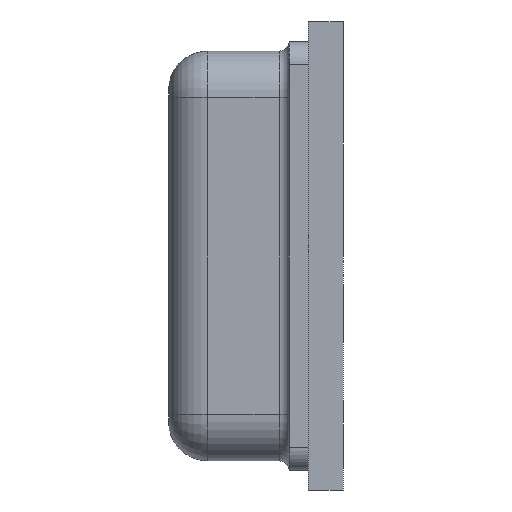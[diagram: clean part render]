
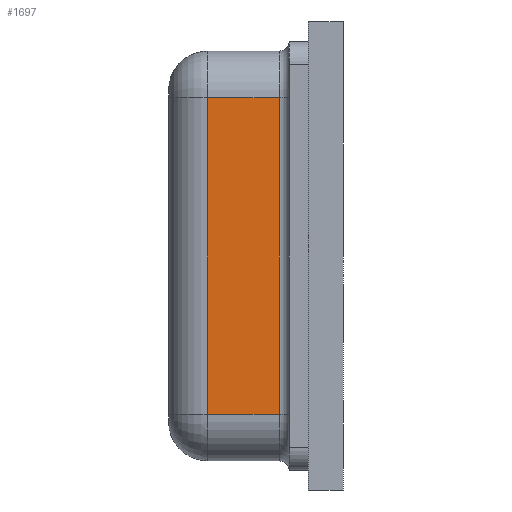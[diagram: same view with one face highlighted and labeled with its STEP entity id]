
A CAD part, left-side view. The second image highlights one B-rep face of the part: STEP entity #1697.
In plain terms, the highlighted planar face has unit normal (-1, 0, 0).
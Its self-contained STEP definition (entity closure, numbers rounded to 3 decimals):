
#23 = LINE ( 'NONE', #3779, #1191 ) ;
#24 = VERTEX_POINT ( 'NONE', #1704 ) ;
#132 = ORIENTED_EDGE ( 'NONE', *, *, #686, .T. ) ;
#307 = DIRECTION ( 'NONE',  ( 0., -1., 0. ) ) ;
#332 = VECTOR ( 'NONE', #307, 1000. ) ;
#355 = ORIENTED_EDGE ( 'NONE', *, *, #1283, .F. ) ;
#446 = DIRECTION ( 'NONE',  ( 0., 0., -1. ) ) ;
#513 = EDGE_CURVE ( 'NONE', #3175, #3115, #23, .T. ) ;
#540 = CARTESIAN_POINT ( 'NONE',  ( -1.35, 0.33, 0.815 ) ) ;
#566 = EDGE_CURVE ( 'NONE', #24, #3175, #3199, .T. ) ;
#686 = EDGE_CURVE ( 'NONE', #3115, #2158, #3057, .T. ) ;
#720 = PLANE ( 'NONE',  #3436 ) ;
#758 = CARTESIAN_POINT ( 'NONE',  ( -1.35, 0.7, -0.815 ) ) ;
#781 = DIRECTION ( 'NONE',  ( 0., 0., -1. ) ) ;
#1040 = CARTESIAN_POINT ( 'NONE',  ( -1.35, 0.33, 0.815 ) ) ;
#1191 = VECTOR ( 'NONE', #1663, 1000. ) ;
#1283 = EDGE_CURVE ( 'NONE', #24, #2158, #3558, .T. ) ;
#1296 = ORIENTED_EDGE ( 'NONE', *, *, #566, .T. ) ;
#1569 = ORIENTED_EDGE ( 'NONE', *, *, #513, .T. ) ;
#1663 = DIRECTION ( 'NONE',  ( 0., -1., 0. ) ) ;
#1697 = ADVANCED_FACE ( 'NONE', ( #1706 ), #720, .F. ) ;
#1704 = CARTESIAN_POINT ( 'NONE',  ( -1.35, 0.7, 0.815 ) ) ;
#1706 = FACE_OUTER_BOUND ( 'NONE', #3168, .T. ) ;
#1790 = CARTESIAN_POINT ( 'NONE',  ( -1.35, 0.9, 0.815 ) ) ;
#1985 = DIRECTION ( 'NONE',  ( 1., 0., 0. ) ) ;
#2096 = CARTESIAN_POINT ( 'NONE',  ( -1.35, 0.7, -0.815 ) ) ;
#2158 = VERTEX_POINT ( 'NONE', #1040 ) ;
#2616 = CARTESIAN_POINT ( 'NONE',  ( -1.35, 0.33, -0.815 ) ) ;
#2906 = VECTOR ( 'NONE', #781, 1000. ) ;
#3057 = LINE ( 'NONE', #540, #3746 ) ;
#3115 = VERTEX_POINT ( 'NONE', #2616 ) ;
#3168 = EDGE_LOOP ( 'NONE', ( #355, #1296, #1569, #132 ) ) ;
#3175 = VERTEX_POINT ( 'NONE', #2096 ) ;
#3199 = LINE ( 'NONE', #758, #2906 ) ;
#3278 = DIRECTION ( 'NONE',  ( 0., 0., 1. ) ) ;
#3436 = AXIS2_PLACEMENT_3D ( 'NONE', #3813, #1985, #446 ) ;
#3558 = LINE ( 'NONE', #1790, #332 ) ;
#3746 = VECTOR ( 'NONE', #3278, 1000. ) ;
#3779 = CARTESIAN_POINT ( 'NONE',  ( -1.35, 0.9, -0.815 ) ) ;
#3813 = CARTESIAN_POINT ( 'NONE',  ( -1.35, 0.9, 0.815 ) ) ;
